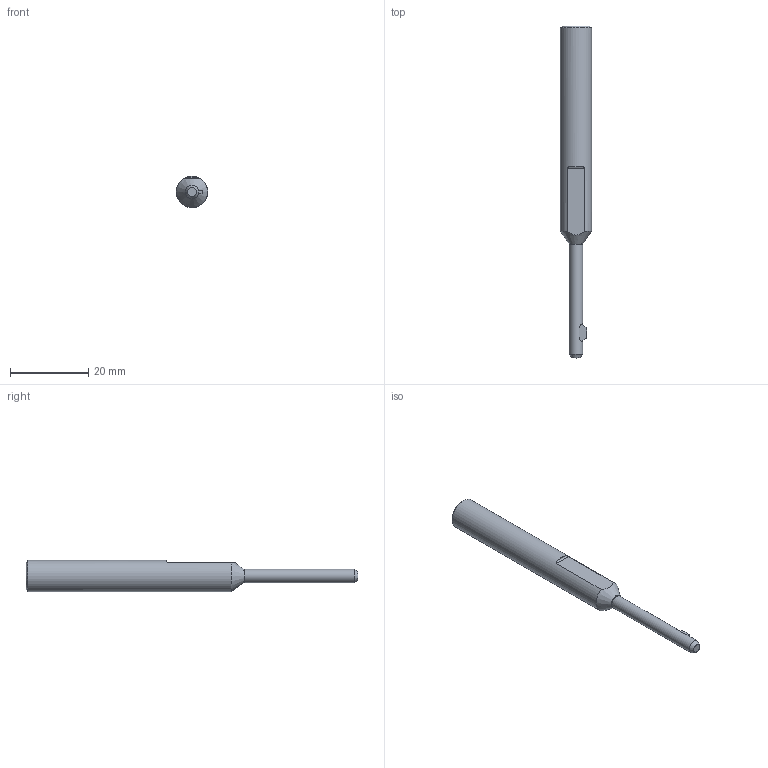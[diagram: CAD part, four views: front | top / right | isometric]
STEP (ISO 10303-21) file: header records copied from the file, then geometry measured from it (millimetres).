
FILE_DESCRIPTION(/* description */ (''),/* implementation_level */ '2;1');
FILE_NAME(/* name */ 'Assembly of uburr 3.5 standard_Simplify_1.stp',/* time_stamp */ '2023-03-02T11:02:53+02:00',/* author */ ('adva'),/* organization */ (''),/* preprocessor_version */ 'ST-DEVELOPER v18.1',/* originating_system */ 'Autodesk Inventor 2022',/* authorisation */ '');
FILE_SCHEMA (('CONFIG_CONTROL_DESIGN'));
Length unit declared in the file: millimetre
Products named in the file (1): Assembly of uburr 3.5 standard_Simplify_1
Bounding box: 8 x 85 x 8 mm (x, y, z)
Volume: 2957.9 mm3; surface area: 1757.2 mm2
Topology: 1 solids, 1 shells, 22 faces, 54 edges, 35 vertices
Faces by surface type: plane 11, cylinder 6, cone 3, torus 2
Full cylindrical faces by diameter (mm): 3.4 x1, 8 x1
Entity records: 779 total; most frequent: CARTESIAN_POINT 181, DIRECTION 115, ORIENTED_EDGE 108, EDGE_CURVE 54, AXIS2_PLACEMENT_3D 46, VERTEX_POINT 35, EDGE_LOOP 23, LINE 23
